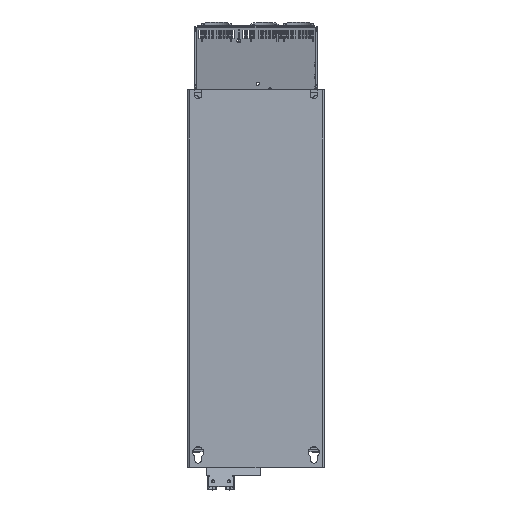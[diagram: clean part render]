
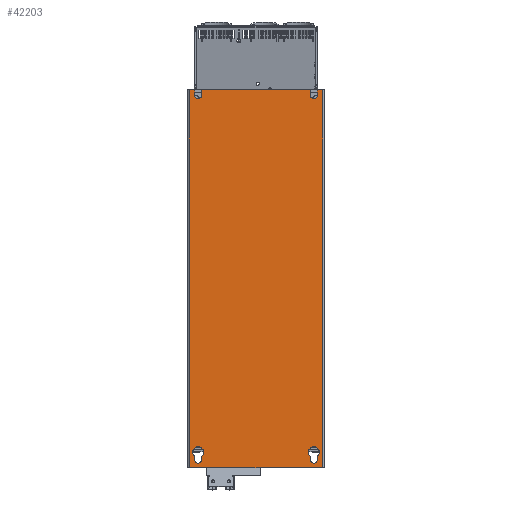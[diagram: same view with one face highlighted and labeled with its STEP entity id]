
A CAD part, front view. The second image highlights one B-rep face of the part: STEP entity #42203.
In plain terms, the highlighted planar face has unit normal (0, -1, 0).
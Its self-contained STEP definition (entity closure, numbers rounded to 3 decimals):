
#34=DIRECTION('',(0.,0.,-1.));
#35=VECTOR('',#34,0.315);
#36=CARTESIAN_POINT('',(3.15,-4.075,0.));
#37=LINE('',#36,#35);
#38=CARTESIAN_POINT('',(3.346,-4.075,-0.315));
#39=DIRECTION('',(0.,-1.,0.));
#40=DIRECTION('',(-1.,0.,0.));
#41=AXIS2_PLACEMENT_3D('',#38,#39,#40);
#43=DIRECTION('',(0.,0.,-1.));
#44=VECTOR('',#43,0.315);
#45=CARTESIAN_POINT('',(3.543,-4.075,0.));
#46=LINE('',#45,#44);
#47=DIRECTION('',(1.,0.,0.));
#48=VECTOR('',#47,0.984);
#49=CARTESIAN_POINT('',(2.874,-4.075,-21.85));
#50=LINE('',#49,#48);
#51=DIRECTION('',(-1.,0.,0.));
#52=VECTOR('',#51,2.874);
#53=CARTESIAN_POINT('',(2.874,-4.075,-21.85));
#54=LINE('',#53,#52);
#55=DIRECTION('',(0.,0.,-1.));
#56=VECTOR('',#55,21.85);
#57=CARTESIAN_POINT('',(-3.858,-4.075,0.));
#58=LINE('',#57,#56);
#59=DIRECTION('',(0.,0.,-1.));
#60=VECTOR('',#59,0.315);
#61=CARTESIAN_POINT('',(-3.543,-4.075,0.));
#62=LINE('',#61,#60);
#63=CARTESIAN_POINT('',(-3.346,-4.075,
-0.315));
#64=DIRECTION('',(0.,-1.,0.));
#65=DIRECTION('',(-1.,0.,0.));
#66=AXIS2_PLACEMENT_3D('',#63,#64,#65);
#68=DIRECTION('',(0.,0.,-1.));
#69=VECTOR('',#68,0.315);
#70=CARTESIAN_POINT('',(-3.15,-4.075,0.));
#71=LINE('',#70,#69);
#72=CARTESIAN_POINT('',(-3.642,-4.075,-21.234));
#73=DIRECTION('',(0.,-1.,0.));
#74=DIRECTION('',(1.,0.,0.));
#75=AXIS2_PLACEMENT_3D('',#72,#73,#74);
#77=DIRECTION('',(0.,0.,1.));
#78=VECTOR('',#77,0.144);
#79=CARTESIAN_POINT('',(-3.543,-4.075,-21.378));
#80=LINE('',#79,#78);
#81=CARTESIAN_POINT('',(-3.346,-4.075,-21.378));
#82=DIRECTION('',(0.,-1.,0.));
#83=DIRECTION('',(-1.,0.,0.));
#84=AXIS2_PLACEMENT_3D('',#81,#82,#83);
#86=DIRECTION('',(0.,0.,-1.));
#87=VECTOR('',#86,0.144);
#88=CARTESIAN_POINT('',(-3.15,-4.075,-21.234));
#89=LINE('',#88,#87);
#90=CARTESIAN_POINT('',(-3.051,-4.075,-21.234));
#91=DIRECTION('',(0.,-1.,0.));
#92=DIRECTION('',(-0.714,0.,0.7));
#93=AXIS2_PLACEMENT_3D('',#90,#91,#92);
#95=CARTESIAN_POINT('',(-3.346,-4.075,-20.945));
#96=DIRECTION('',(0.,-1.,0.));
#97=DIRECTION('',(0.714,0.,-0.7));
#98=AXIS2_PLACEMENT_3D('',#95,#96,#97);
#100=CARTESIAN_POINT('',(3.642,-4.075,-21.234));
#101=DIRECTION('',(0.,-1.,0.));
#102=DIRECTION('',(-0.714,0.,0.7));
#103=AXIS2_PLACEMENT_3D('',#100,#101,#102);
#105=CARTESIAN_POINT('',(3.346,-4.075,-20.945));
#106=DIRECTION('',(0.,-1.,0.));
#107=DIRECTION('',(0.714,0.,-0.7));
#108=AXIS2_PLACEMENT_3D('',#105,#106,#107);
#110=CARTESIAN_POINT('',(3.051,-4.075,-21.234));
#111=DIRECTION('',(0.,-1.,0.));
#112=DIRECTION('',(1.,0.,0.));
#113=AXIS2_PLACEMENT_3D('',#110,#111,#112);
#115=DIRECTION('',(0.,0.,1.));
#116=VECTOR('',#115,0.144);
#117=CARTESIAN_POINT('',(3.15,-4.075,-21.378));
#118=LINE('',#117,#116);
#119=CARTESIAN_POINT('',(3.346,-4.075,-21.378));
#120=DIRECTION('',(0.,-1.,0.));
#121=DIRECTION('',(-1.,0.,0.));
#122=AXIS2_PLACEMENT_3D('',#119,#120,#121);
#124=DIRECTION('',(0.,0.,-1.));
#125=VECTOR('',#124,0.144);
#126=CARTESIAN_POINT('',(3.543,-4.075,-21.234));
#127=LINE('',#126,#125);
#128=DIRECTION('',(-1.,0.,0.));
#129=VECTOR('',#128,6.299);
#130=CARTESIAN_POINT('',(3.15,-4.075,0.));
#131=LINE('',#130,#129);
#205=DIRECTION('',(1.,0.,0.));
#206=VECTOR('',#205,0.315);
#207=CARTESIAN_POINT('',(-3.858,-4.075,0.));
#208=LINE('',#207,#206);
#298=DIRECTION('',(1.,0.,0.));
#299=VECTOR('',#298,0.984);
#300=CARTESIAN_POINT('',(-3.858,-4.075,
-21.85));
#301=LINE('',#300,#299);
#318=DIRECTION('',(1.,0.,0.));
#319=VECTOR('',#318,2.874);
#320=CARTESIAN_POINT('',(-2.874,-4.075,
-21.85));
#321=LINE('',#320,#319);
#339=DIRECTION('',(0.,0.,-1.));
#340=VECTOR('',#339,21.85);
#341=CARTESIAN_POINT('',(3.858,-4.075,0.));
#342=LINE('',#341,#340);
#377=DIRECTION('',(1.,0.,0.));
#378=VECTOR('',#377,0.315);
#379=CARTESIAN_POINT('',(3.543,-4.075,0.));
#380=LINE('',#379,#378);
#34042=CARTESIAN_POINT('',(3.858,-4.075,0.));
#34044=VERTEX_POINT('',#34042);
#34055=CARTESIAN_POINT('',(-3.858,-4.075,0.));
#34057=VERTEX_POINT('',#34055);
#34059=CARTESIAN_POINT('',(-3.858,-4.075,
-21.85));
#34061=VERTEX_POINT('',#34059);
#34062=CARTESIAN_POINT('',(-2.874,-4.075,
-21.85));
#34063=VERTEX_POINT('',#34062);
#34096=CARTESIAN_POINT('',(3.15,-4.075,
-21.378));
#34097=CARTESIAN_POINT('',(3.543,-4.075,
-21.378));
#34098=VERTEX_POINT('',#34096);
#34099=VERTEX_POINT('',#34097);
#34100=CARTESIAN_POINT('',(3.15,-4.075,0.));
#34101=CARTESIAN_POINT('',(3.15,-4.075,
-0.315));
#34102=VERTEX_POINT('',#34100);
#34103=VERTEX_POINT('',#34101);
#34104=CARTESIAN_POINT('',(3.543,-4.075,0.));
#34105=CARTESIAN_POINT('',(3.543,-4.075,
-0.315));
#34106=VERTEX_POINT('',#34104);
#34107=VERTEX_POINT('',#34105);
#34108=CARTESIAN_POINT('',(-3.543,-4.075,
-21.378));
#34109=CARTESIAN_POINT('',(-3.15,-4.075,
-21.378));
#34110=VERTEX_POINT('',#34108);
#34111=VERTEX_POINT('',#34109);
#34112=CARTESIAN_POINT('',(-3.543,-4.075,
-0.315));
#34113=CARTESIAN_POINT('',(-3.15,-4.075,
-0.315));
#34114=VERTEX_POINT('',#34112);
#34115=VERTEX_POINT('',#34113);
#34116=CARTESIAN_POINT('',(-3.543,-4.075,0.));
#34117=VERTEX_POINT('',#34116);
#34118=CARTESIAN_POINT('',(-3.15,-4.075,0.));
#34119=VERTEX_POINT('',#34118);
#34224=CARTESIAN_POINT('',(-3.543,-4.075,
-21.234));
#34225=CARTESIAN_POINT('',(-3.571,-4.075,
-21.165));
#34226=VERTEX_POINT('',#34224);
#34227=VERTEX_POINT('',#34225);
#34232=CARTESIAN_POINT('',(-3.121,-4.075,
-21.165));
#34233=CARTESIAN_POINT('',(-3.15,-4.075,
-21.234));
#34234=VERTEX_POINT('',#34232);
#34235=VERTEX_POINT('',#34233);
#34240=CARTESIAN_POINT('',(3.571,-4.075,
-21.165));
#34241=CARTESIAN_POINT('',(3.543,-4.075,
-21.234));
#34242=VERTEX_POINT('',#34240);
#34243=VERTEX_POINT('',#34241);
#34248=CARTESIAN_POINT('',(3.15,-4.075,
-21.234));
#34249=CARTESIAN_POINT('',(3.121,-4.075,
-21.165));
#34250=VERTEX_POINT('',#34248);
#34251=VERTEX_POINT('',#34249);
#34256=CARTESIAN_POINT('',(2.874,-4.075,
-21.85));
#34257=CARTESIAN_POINT('',(3.858,-4.075,
-21.85));
#34258=VERTEX_POINT('',#34256);
#34259=VERTEX_POINT('',#34257);
#34344=CARTESIAN_POINT('',(0.,-4.075,-21.85));
#34345=VERTEX_POINT('',#34344);
#42138=CARTESIAN_POINT('',(2.874,-4.075,0.));
#42139=DIRECTION('',(0.,-1.,0.));
#42140=DIRECTION('',(1.,0.,0.));
#42141=AXIS2_PLACEMENT_3D('',#42138,#42139,#42140);
#42142=PLANE('',#42141);
#42144=ORIENTED_EDGE('',*,*,#42143,.F.);
#42146=ORIENTED_EDGE('',*,*,#42145,.T.);
#42148=ORIENTED_EDGE('',*,*,#42147,.T.);
#42150=ORIENTED_EDGE('',*,*,#42149,.F.);
#42152=ORIENTED_EDGE('',*,*,#42151,.T.);
#42154=ORIENTED_EDGE('',*,*,#42153,.T.);
#42156=ORIENTED_EDGE('',*,*,#42155,.F.);
#42158=ORIENTED_EDGE('',*,*,#42157,.T.);
#42160=ORIENTED_EDGE('',*,*,#42159,.F.);
#42162=ORIENTED_EDGE('',*,*,#42161,.F.);
#42164=ORIENTED_EDGE('',*,*,#42163,.F.);
#42166=ORIENTED_EDGE('',*,*,#42165,.T.);
#42168=ORIENTED_EDGE('',*,*,#42167,.T.);
#42170=ORIENTED_EDGE('',*,*,#42169,.T.);
#42172=ORIENTED_EDGE('',*,*,#42171,.F.);
#42173=EDGE_LOOP('',(#42144,#42146,#42148,#42150,#42152,#42154,#42156,#42158,
#42160,#42162,#42164,#42166,#42168,#42170,#42172));
#42174=FACE_OUTER_BOUND('',#42173,.F.);
#42176=ORIENTED_EDGE('',*,*,#42175,.F.);
#42178=ORIENTED_EDGE('',*,*,#42177,.F.);
#42180=ORIENTED_EDGE('',*,*,#42179,.T.);
#42182=ORIENTED_EDGE('',*,*,#42181,.F.);
#42184=ORIENTED_EDGE('',*,*,#42183,.F.);
#42186=ORIENTED_EDGE('',*,*,#42185,.T.);
#42187=EDGE_LOOP('',(#42176,#42178,#42180,#42182,#42184,#42186));
#42188=FACE_BOUND('',#42187,.F.);
#42190=ORIENTED_EDGE('',*,*,#42189,.F.);
#42192=ORIENTED_EDGE('',*,*,#42191,.T.);
#42194=ORIENTED_EDGE('',*,*,#42193,.F.);
#42196=ORIENTED_EDGE('',*,*,#42195,.F.);
#42198=ORIENTED_EDGE('',*,*,#42197,.T.);
#42200=ORIENTED_EDGE('',*,*,#42199,.F.);
#42201=EDGE_LOOP('',(#42190,#42192,#42194,#42196,#42198,#42200));
#42202=FACE_BOUND('',#42201,.F.);
#42=CIRCLE('',#41,0.197);
#67=CIRCLE('',#66,0.197);
#76=CIRCLE('',#75,0.098);
#85=CIRCLE('',#84,0.197);
#94=CIRCLE('',#93,0.098);
#99=CIRCLE('',#98,0.315);
#104=CIRCLE('',#103,0.098);
#109=CIRCLE('',#108,0.315);
#114=CIRCLE('',#113,0.098);
#123=CIRCLE('',#122,0.197);
#42143=EDGE_CURVE('',#34102,#34119,#131,.T.);
#42145=EDGE_CURVE('',#34102,#34103,#37,.T.);
#42147=EDGE_CURVE('',#34103,#34107,#42,.T.);
#42149=EDGE_CURVE('',#34106,#34107,#46,.T.);
#42151=EDGE_CURVE('',#34106,#34044,#380,.T.);
#42153=EDGE_CURVE('',#34044,#34259,#342,.T.);
#42155=EDGE_CURVE('',#34258,#34259,#50,.T.);
#42157=EDGE_CURVE('',#34258,#34345,#54,.T.);
#42159=EDGE_CURVE('',#34063,#34345,#321,.T.);
#42161=EDGE_CURVE('',#34061,#34063,#301,.T.);
#42163=EDGE_CURVE('',#34057,#34061,#58,.T.);
#42165=EDGE_CURVE('',#34057,#34117,#208,.T.);
#42167=EDGE_CURVE('',#34117,#34114,#62,.T.);
#42169=EDGE_CURVE('',#34114,#34115,#67,.T.);
#42171=EDGE_CURVE('',#34119,#34115,#71,.T.);
#42175=EDGE_CURVE('',#34226,#34227,#76,.T.);
#42177=EDGE_CURVE('',#34110,#34226,#80,.T.);
#42179=EDGE_CURVE('',#34110,#34111,#85,.T.);
#42181=EDGE_CURVE('',#34235,#34111,#89,.T.);
#42183=EDGE_CURVE('',#34234,#34235,#94,.T.);
#42185=EDGE_CURVE('',#34234,#34227,#99,.T.);
#42189=EDGE_CURVE('',#34242,#34243,#104,.T.);
#42191=EDGE_CURVE('',#34242,#34251,#109,.T.);
#42193=EDGE_CURVE('',#34250,#34251,#114,.T.);
#42195=EDGE_CURVE('',#34098,#34250,#118,.T.);
#42197=EDGE_CURVE('',#34098,#34099,#123,.T.);
#42199=EDGE_CURVE('',#34243,#34099,#127,.T.);
#42203=ADVANCED_FACE('',(#42174,#42188,#42202),#42142,.T.);
